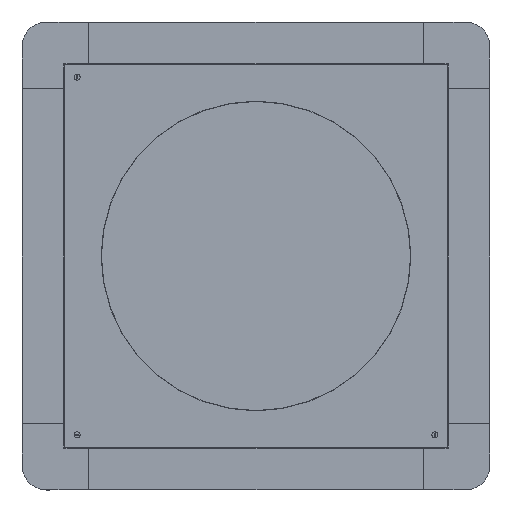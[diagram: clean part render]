
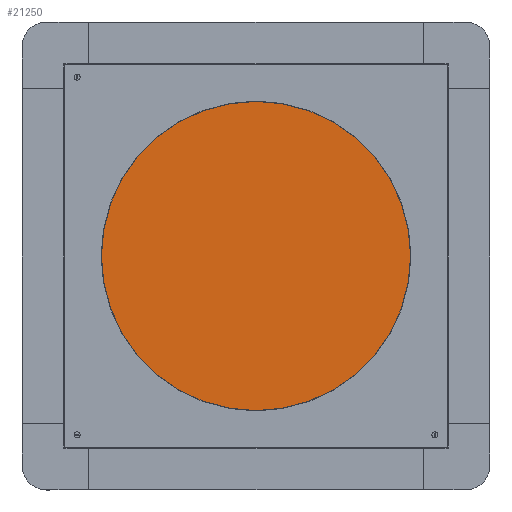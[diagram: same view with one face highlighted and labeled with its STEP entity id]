
A CAD part, top view. The second image highlights one B-rep face of the part: STEP entity #21250.
In plain terms, the highlighted planar face has unit normal (0, 0, 1).
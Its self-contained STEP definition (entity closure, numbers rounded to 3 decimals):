
#1775 = VERTEX_POINT ( 'NONE', #18860 ) ;
#1831 = EDGE_LOOP ( 'NONE', ( #20012, #17554 ) ) ;
#5849 = AXIS2_PLACEMENT_3D ( 'NONE', #18882, #8805, #17574 ) ;
#7355 = DIRECTION ( 'NONE',  ( 0., 0., -1. ) ) ;
#8593 = CIRCLE ( 'NONE', #20835, 154.25 ) ;
#8805 = DIRECTION ( 'NONE',  ( 0., 0., 1. ) ) ;
#10301 = CARTESIAN_POINT ( 'NONE',  ( 208.374, 177.256, 14.438 ) ) ;
#12026 = EDGE_CURVE ( 'NONE', #20146, #1775, #14082, .T. ) ;
#12209 = PLANE ( 'NONE',  #5849 ) ;
#13586 = DIRECTION ( 'NONE',  ( 1., 0., 0. ) ) ;
#14082 = CIRCLE ( 'NONE', #18981, 154.25 ) ;
#14701 = DIRECTION ( 'NONE',  ( 1., 0., 0. ) ) ;
#15320 = CARTESIAN_POINT ( 'NONE',  ( 54.124, 177.256, 14.438 ) ) ;
#16588 = EDGE_CURVE ( 'NONE', #1775, #20146, #8593, .T. ) ;
#17554 = ORIENTED_EDGE ( 'NONE', *, *, #12026, .F. ) ;
#17574 = DIRECTION ( 'NONE',  ( 1., 0., 0. ) ) ;
#18860 = CARTESIAN_POINT ( 'NONE',  ( 362.624, 177.256, 14.438 ) ) ;
#18882 = CARTESIAN_POINT ( 'NONE',  ( 74.012, 326.287, 14.438 ) ) ;
#18981 = AXIS2_PLACEMENT_3D ( 'NONE', #19403, #21464, #14701 ) ;
#18988 = FACE_OUTER_BOUND ( 'NONE', #1831, .T. ) ;
#19403 = CARTESIAN_POINT ( 'NONE',  ( 208.374, 177.256, 14.438 ) ) ;
#20012 = ORIENTED_EDGE ( 'NONE', *, *, #16588, .F. ) ;
#20146 = VERTEX_POINT ( 'NONE', #15320 ) ;
#20835 = AXIS2_PLACEMENT_3D ( 'NONE', #10301, #7355, #13586 ) ;
#21250 = ADVANCED_FACE ( 'NONE', ( #18988 ), #12209, .T. ) ;
#21464 = DIRECTION ( 'NONE',  ( 0., 0., -1. ) ) ;
